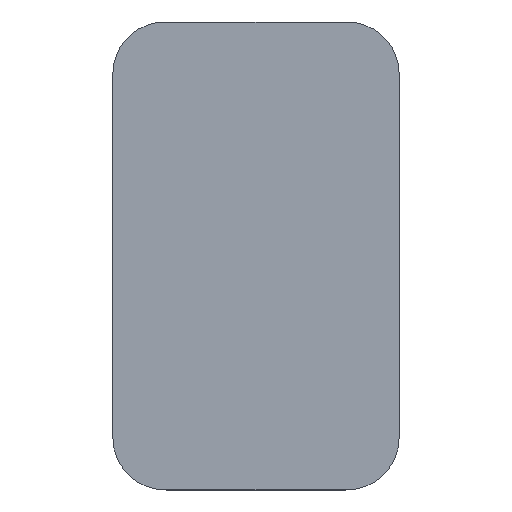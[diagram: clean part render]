
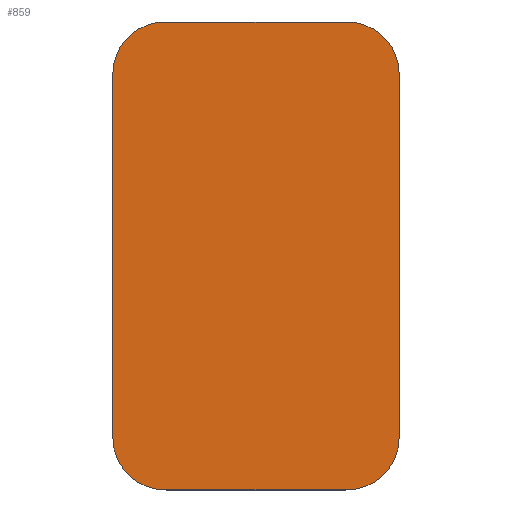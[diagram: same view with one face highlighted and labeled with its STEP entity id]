
A CAD part, top view. The second image highlights one B-rep face of the part: STEP entity #859.
In plain terms, the highlighted planar face has unit normal (0, 0, 1).
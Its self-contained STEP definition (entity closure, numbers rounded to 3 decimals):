
#150=AXIS2_PLACEMENT_3D('Circle Axis2P3D',#148,#149,$) ;
#182=AXIS2_PLACEMENT_3D('Circle Axis2P3D',#180,#181,$) ;
#255=AXIS2_PLACEMENT_3D('Circle Axis2P3D',#253,#254,$) ;
#280=AXIS2_PLACEMENT_3D('Circle Axis2P3D',#278,#279,$) ;
#842=AXIS2_PLACEMENT_3D('Plane Axis2P3D',#839,#840,#841) ;
#120=CARTESIAN_POINT('Vertex',(38.,55.2,21.)) ;
#123=CARTESIAN_POINT('Line Origine',(38.,31.05,21.)) ;
#127=CARTESIAN_POINT('Vertex',(38.,6.9,21.)) ;
#148=CARTESIAN_POINT('Axis2P3D Location',(31.1,6.9,21.)) ;
#152=CARTESIAN_POINT('Vertex',(31.1,0.,21.)) ;
#177=CARTESIAN_POINT('Vertex',(31.1,62.1,21.)) ;
#180=CARTESIAN_POINT('Axis2P3D Location',(31.1,55.2,21.)) ;
#202=CARTESIAN_POINT('Vertex',(0.,6.9,21.)) ;
#207=CARTESIAN_POINT('Line Origine',(0.,31.05,21.)) ;
#211=CARTESIAN_POINT('Vertex',(0.,55.2,21.)) ;
#250=CARTESIAN_POINT('Vertex',(6.9,0.,21.)) ;
#253=CARTESIAN_POINT('Axis2P3D Location',(6.9,6.9,21.)) ;
#278=CARTESIAN_POINT('Axis2P3D Location',(6.9,55.2,21.)) ;
#282=CARTESIAN_POINT('Vertex',(6.9,62.1,21.)) ;
#822=CARTESIAN_POINT('Line Origine',(19.,0.,21.)) ;
#839=CARTESIAN_POINT('Axis2P3D Location',(19.,31.05,21.)) ;
#844=CARTESIAN_POINT('Line Origine',(19.,62.1,21.)) ;
#124=DIRECTION('Vector Direction',(0.,-1.,0.)) ;
#149=DIRECTION('Axis2P3D Direction',(-0.,-0.,-1.)) ;
#181=DIRECTION('Axis2P3D Direction',(0.,0.,-1.)) ;
#208=DIRECTION('Vector Direction',(0.,-1.,0.)) ;
#254=DIRECTION('Axis2P3D Direction',(-0.,-0.,-1.)) ;
#279=DIRECTION('Axis2P3D Direction',(0.,0.,-1.)) ;
#823=DIRECTION('Vector Direction',(-1.,0.,0.)) ;
#840=DIRECTION('Axis2P3D Direction',(-0.,0.,1.)) ;
#841=DIRECTION('Axis2P3D XDirection',(0.,-1.,0.)) ;
#845=DIRECTION('Vector Direction',(-1.,0.,0.)) ;
#125=VECTOR('Line Direction',#124,1.) ;
#209=VECTOR('Line Direction',#208,1.) ;
#824=VECTOR('Line Direction',#823,1.) ;
#846=VECTOR('Line Direction',#845,1.) ;
#850=ORIENTED_EDGE('',*,*,#129,.T.) ;
#851=ORIENTED_EDGE('',*,*,#184,.F.) ;
#852=ORIENTED_EDGE('',*,*,#848,.T.) ;
#853=ORIENTED_EDGE('',*,*,#284,.F.) ;
#854=ORIENTED_EDGE('',*,*,#213,.T.) ;
#855=ORIENTED_EDGE('',*,*,#257,.F.) ;
#856=ORIENTED_EDGE('',*,*,#826,.T.) ;
#857=ORIENTED_EDGE('',*,*,#154,.F.) ;
#859=ADVANCED_FACE('Hauptk\X2\00F6\X0\rper',(#858),#843,.T.) ;
#151=CIRCLE('generated circle',#150,6.9) ;
#183=CIRCLE('generated circle',#182,6.9) ;
#256=CIRCLE('generated circle',#255,6.9) ;
#281=CIRCLE('generated circle',#280,6.9) ;
#129=EDGE_CURVE('',#128,#121,#126,.F.) ;
#154=EDGE_CURVE('',#128,#153,#151,.T.) ;
#184=EDGE_CURVE('',#178,#121,#183,.T.) ;
#213=EDGE_CURVE('',#212,#203,#210,.T.) ;
#257=EDGE_CURVE('',#251,#203,#256,.T.) ;
#284=EDGE_CURVE('',#212,#283,#281,.T.) ;
#826=EDGE_CURVE('',#251,#153,#825,.F.) ;
#848=EDGE_CURVE('',#178,#283,#847,.T.) ;
#849=EDGE_LOOP('',(#850,#851,#852,#853,#854,#855,#856,#857)) ;
#858=FACE_OUTER_BOUND('',#849,.T.) ;
#126=LINE('Line',#123,#125) ;
#210=LINE('Line',#207,#209) ;
#825=LINE('Line',#822,#824) ;
#847=LINE('Line',#844,#846) ;
#843=PLANE('',#842) ;
#121=VERTEX_POINT('',#120) ;
#128=VERTEX_POINT('',#127) ;
#153=VERTEX_POINT('',#152) ;
#178=VERTEX_POINT('',#177) ;
#203=VERTEX_POINT('',#202) ;
#212=VERTEX_POINT('',#211) ;
#251=VERTEX_POINT('',#250) ;
#283=VERTEX_POINT('',#282) ;
